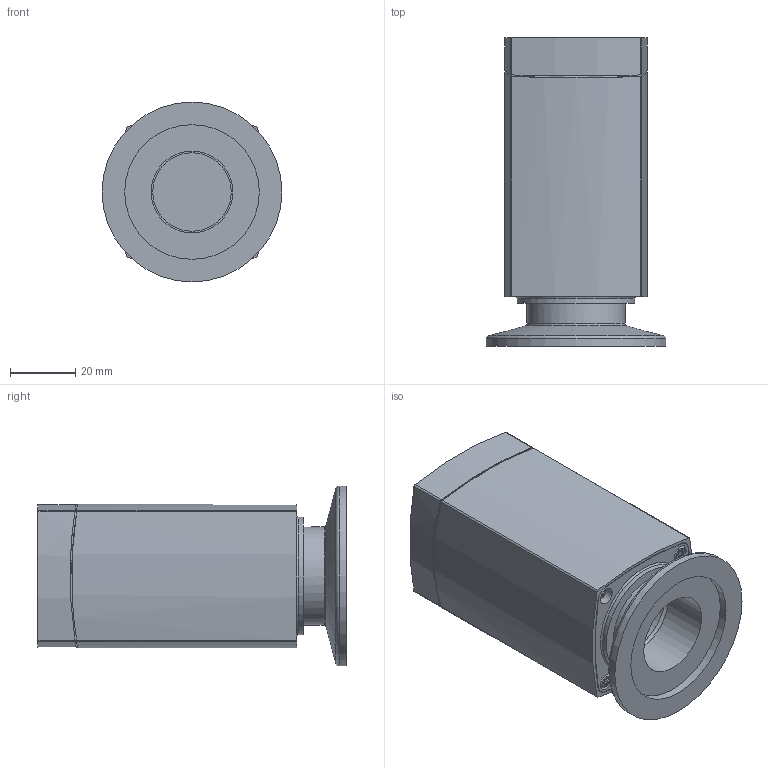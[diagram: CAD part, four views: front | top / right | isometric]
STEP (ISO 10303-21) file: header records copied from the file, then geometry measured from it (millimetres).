
FILE_DESCRIPTION((''),'2;1');
FILE_NAME('MMAG500_FCC_40KF.stp','2013-07-09T16:43:23',('BEM'),(''),'Autodesk Inventor 2012','Autodesk Inventor 2012','');
FILE_SCHEMA(('AUTOMOTIVE_DESIGN { 1 0 10303 214 1 1 1 1 }'));
Length unit declared in the file: millimetre
Products named in the file (20): 308-740; 308-741; 308-745; Steckerprint_HM; HEX-Schalter; Phone_Jack; KSC221J; Steckerprint_FCC; FCC_Stecker_MPG; 308-746; DIN EN ISO 4762 M2.5 x 6; 308-735; 308-692; 308-733; 308-690-1; 45-0009; 30-0051; 308-849; 308-737
Assembly tree (22 placements, depth 5):
  308-740
    308-741
      308-745
      Steckerprint_HM
        HEX-Schalter
        Phone_Jack
        KSC221J
        Steckerprint_FCC
          Steckerprint_FCC
          FCC_Stecker_MPG
      308-746
      DIN EN ISO 4762 M2.5 x 6
      308-735
      308-692
        308-733
        308-690-1
        45-0009  x2
      30-0051  x3
    308-849
      308-737
Bounding box: 55 x 94.4 x 55 mm (x, y, z)
Volume: 56949.5 mm3; surface area: 61250.5 mm2
Topology: 56 solids, 56 shells, 1275 faces, 3347 edges, 2202 vertices
Faces by surface type: plane 710, cylinder 362, bspline 152, cone 38, torus 13
Full cylindrical faces by diameter (mm): 0.8 x1, 1 x1, 1.3 x1, 2.5 x1, 2.6 x3, 2.8 x4, 2.9 x3, 3 x5, 3.1 x4, 3.2 x2, 3.3 x1, 3.4 x2, 3.8 x1, 4.2 x1, 4.5 x1, 5 x1, 5.2 x4, 6 x3, 6.2 x1, 24 x1, 24.5 x1, 25 x2, 25.8 x1, 26.2 x1, 26.95 x1, 27 x1, 30 x1, 36 x1, 41.2 x1, 55 x1
Entity records: 39779 total; most frequent: CARTESIAN_POINT 9877, ORIENTED_EDGE 6124, DIRECTION 5583, EDGE_CURVE 3062, VERTEX_POINT 2062, VECTOR 1941, LINE 1941, AXIS2_PLACEMENT_3D 1821
